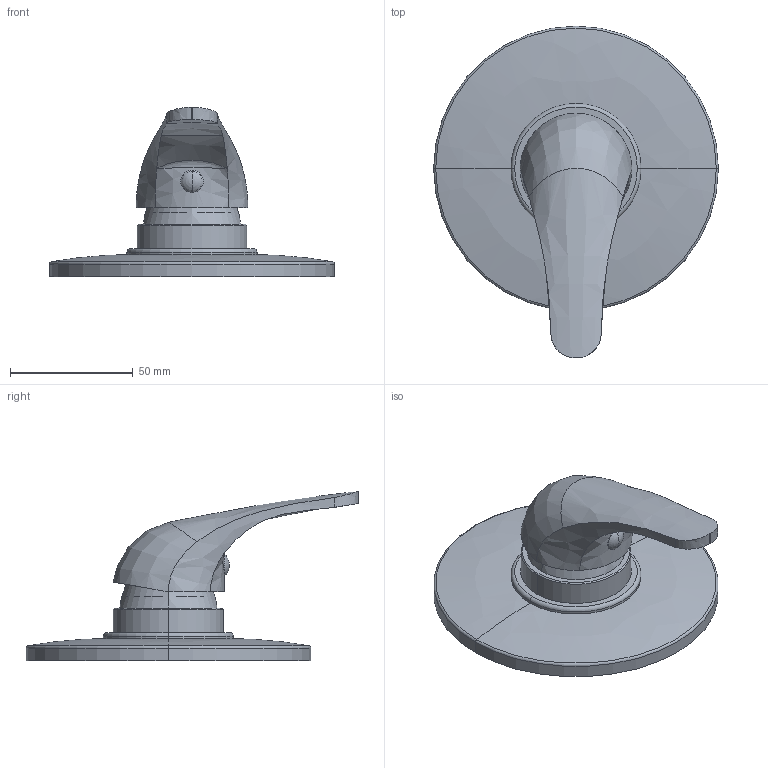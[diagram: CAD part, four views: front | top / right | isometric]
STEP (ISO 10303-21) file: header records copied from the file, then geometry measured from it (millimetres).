
FILE_DESCRIPTION((''),'2;1');
FILE_NAME('APM3010CR','2021-11-03T14:16:32',('ut3'),('PAFFONI SpA'),'CREO PARAMETRIC BY PTC INC, 2020044','CREO PARAMETRIC BY PTC INC, 2020044','');
FILE_SCHEMA(('CONFIG_CONTROL_DESIGN','SHAPE_APPEARANCE_LAYERS_GROUPS'));
Length unit declared in the file: millimetre
Products named in the file (1): APM3010CR
Bounding box: 116 x 135.25 x 69.1 mm (x, y, z)
Volume: 49937.1 mm3; surface area: 60202.9 mm2
Topology: 2 solids, 3 shells, 846 faces, 2287 edges, 1458 vertices
Faces by surface type: plane 527, cylinder 180, torus 70, cone 36, bspline 31, sphere 2
Entity records: 37222 total; most frequent: CARTESIAN_POINT 10405, ORIENTED_EDGE 4566, DIRECTION 4066, EDGE_CURVE 2283, VERTEX_POINT 1458, AXIS2_PLACEMENT_3D 1376, VECTOR 1314, LINE 1314
